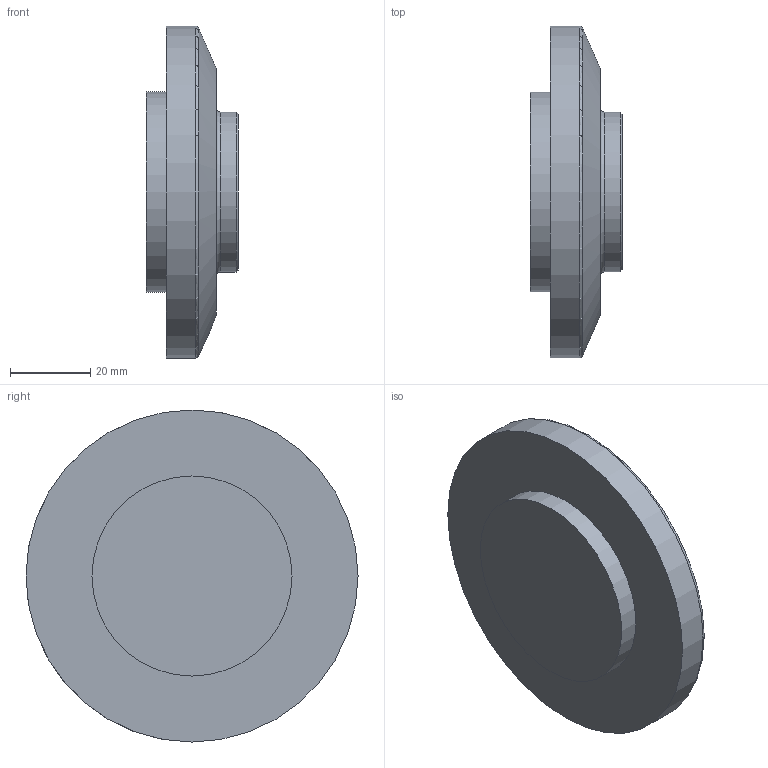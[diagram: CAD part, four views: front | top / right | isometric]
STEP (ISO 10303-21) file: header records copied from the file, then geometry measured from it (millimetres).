
FILE_DESCRIPTION(('FreeCAD Model'),'2;1');
FILE_NAME('joint6.step', '2020-08-11T16:21:53',('Author'),(''), 'Open CASCADE STEP processor 6.8','FreeCAD','Unknown');
FILE_SCHEMA(('AUTOMOTIVE_DESIGN_CC2 { 1 2 10303 214 -1 1 5 4 }'));
Length unit declared in the file: millimetre
Products named in the file (2): ASSEMBLY; COMPOUND014
Assembly tree (1 placements, depth 2):
  ASSEMBLY
    COMPOUND014
Bounding box: 23 x 83 x 83 mm (x, y, z)
Volume: 76023.5 mm3; surface area: 15646.4 mm2
Topology: 1 solids, 1 shells, 34 faces, 77 edges, 48 vertices
Faces by surface type: cylinder 12, cone 10, plane 7, torus 4, sphere 1
Full cylindrical faces by diameter (mm): 5 x8, 20 x1, 40 x1, 50 x1, 83 x1
Entity records: 3238 total; most frequent: CARTESIAN_POINT 1901, DIRECTION 210, ORIENTED_EDGE 138, PCURVE 138, DEFINITIONAL_REPRESENTATION 138, B_SPLINE_CURVE_WITH_KNOTS 92, AXIS2_PLACEMENT_3D 73, EDGE_CURVE 69
